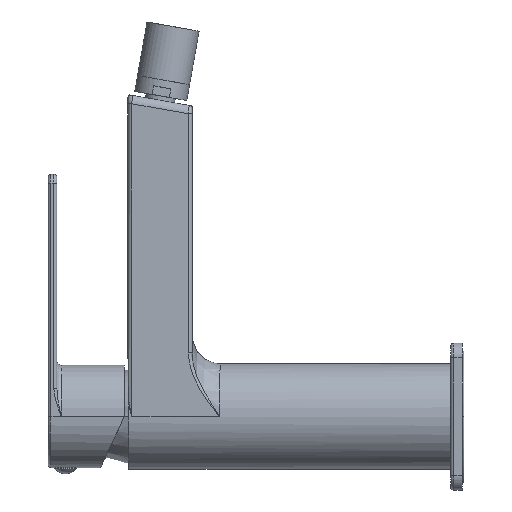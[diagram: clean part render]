
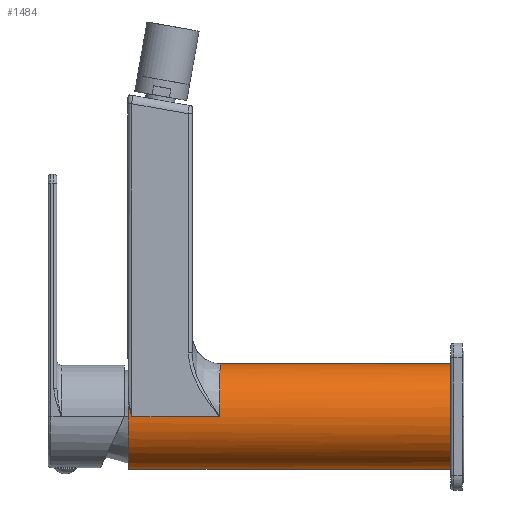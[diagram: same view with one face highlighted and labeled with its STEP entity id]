
A CAD part, left-side view. The second image highlights one B-rep face of the part: STEP entity #1484.
In plain terms, the highlighted cylindrical face has radius 18 mm (diameter 36 mm), a partial arc.
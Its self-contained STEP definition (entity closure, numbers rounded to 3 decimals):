
#195=CARTESIAN_POINT('',(-17.649,111.2,3.538));
#220=CARTESIAN_POINT('',(0.,111.2,0.));
#221=DIRECTION('',(0.,-1.,0.));
#222=DIRECTION('',(-0.98,0.,0.197));
#223=AXIS2_PLACEMENT_3D('',#220,#221,#222);
#225=CARTESIAN_POINT('',(-17.649,111.2,3.538));
#226=CARTESIAN_POINT('',(-17.715,111.112,3.206));
#227=CARTESIAN_POINT('',(-17.833,110.925,2.524));
#228=CARTESIAN_POINT('',(-17.952,110.604,1.453));
#229=CARTESIAN_POINT('',(-17.99,110.375,0.707));
#230=CARTESIAN_POINT('',(-17.997,110.255,0.326));
#232=CARTESIAN_POINT('',(-17.997,110.255,0.326));
#233=CARTESIAN_POINT('',(-17.997,110.25,0.31));
#234=CARTESIAN_POINT('',(-17.998,110.245,0.293));
#235=CARTESIAN_POINT('',(-17.998,110.239,0.277));
#237=CARTESIAN_POINT('',(-17.998,110.239,0.277));
#238=CARTESIAN_POINT('',(-17.998,110.237,0.27));
#239=CARTESIAN_POINT('',(-17.999,110.209,0.178));
#240=CARTESIAN_POINT('',(-18.,110.18,0.085));
#241=CARTESIAN_POINT('',(-18.,110.153,
0.));
#243=DIRECTION('',(0.,-1.,0.));
#244=VECTOR('',#243,29.914);
#245=CARTESIAN_POINT('',(-18.,110.153,
0.));
#246=LINE('',#245,#244);
#247=CARTESIAN_POINT('',(-18.,80.24,0.));
#248=CARTESIAN_POINT('',(-18.,80.24,1.171));
#249=CARTESIAN_POINT('',(-17.769,80.237,3.527));
#250=CARTESIAN_POINT('',(-16.741,80.223,6.923));
#251=CARTESIAN_POINT('',(-15.066,80.201,10.06));
#252=CARTESIAN_POINT('',(-12.811,80.17,12.809));
#253=CARTESIAN_POINT('',(-10.061,80.134,15.065));
#254=CARTESIAN_POINT('',(-6.927,80.092,16.74));
#255=CARTESIAN_POINT('',(-4.081,80.054,17.6));
#256=CARTESIAN_POINT('',(-2.052,80.027,17.9));
#257=CARTESIAN_POINT('',(-0.865,80.011,17.986));
#258=CARTESIAN_POINT('',(-0.289,80.003,18.));
#259=CARTESIAN_POINT('',(0.,80.,18.));
#261=DIRECTION('',(0.,-1.,0.));
#262=VECTOR('',#261,78.5);
#263=CARTESIAN_POINT('',(0.,80.,18.));
#264=LINE('',#263,#262);
#265=CARTESIAN_POINT('',(0.,1.5,0.));
#266=DIRECTION('',(0.,-1.,0.));
#267=DIRECTION('',(0.,0.,1.));
#268=AXIS2_PLACEMENT_3D('',#265,#266,#267);
#270=DIRECTION('',(0.,1.,0.));
#271=VECTOR('',#270,109.7);
#272=CARTESIAN_POINT('',(0.,1.5,-18.));
#273=LINE('',#272,#271);
#296=CARTESIAN_POINT('',(0.,80.,18.));
#656=VERTEX_POINT('',#232);
#657=VERTEX_POINT('',#235);
#658=VERTEX_POINT('',#241);
#663=CARTESIAN_POINT('',(-18.,80.24,0.));
#664=VERTEX_POINT('',#663);
#684=VERTEX_POINT('',#296);
#691=CARTESIAN_POINT('',(0.,1.5,18.));
#692=CARTESIAN_POINT('',(0.,1.5,-18.));
#693=VERTEX_POINT('',#691);
#694=VERTEX_POINT('',#692);
#696=VERTEX_POINT('',#195);
#707=CARTESIAN_POINT('',(0.,111.2,-18.));
#708=VERTEX_POINT('',#707);
#1465=CARTESIAN_POINT('',(0.,0.659,0.));
#1466=DIRECTION('',(0.,-1.,0.));
#1467=DIRECTION('',(0.,0.,1.));
#1468=AXIS2_PLACEMENT_3D('',#1465,#1466,#1467);
#1469=CYLINDRICAL_SURFACE('',#1468,18.);
#1470=ORIENTED_EDGE('',*,*,#1276,.F.);
#1471=ORIENTED_EDGE('',*,*,#1381,.T.);
#1472=ORIENTED_EDGE('',*,*,#1379,.T.);
#1473=ORIENTED_EDGE('',*,*,#1377,.T.);
#1474=ORIENTED_EDGE('',*,*,#1217,.T.);
#1475=ORIENTED_EDGE('',*,*,#1055,.T.);
#1477=ORIENTED_EDGE('',*,*,#1476,.T.);
#1479=ORIENTED_EDGE('',*,*,#1478,.T.);
#1481=ORIENTED_EDGE('',*,*,#1480,.T.);
#1482=EDGE_LOOP('',(#1470,#1471,#1472,#1473,#1474,#1475,#1477,#1479,#1481));
#1483=FACE_OUTER_BOUND('',#1482,.F.);
#1484=ADVANCED_FACE('',(#1483),#1469,.T.);
#224=CIRCLE('',#223,18.);
#231=B_SPLINE_CURVE_WITH_KNOTS('',3,(#225,#226,#227,#228,#229,#230),
.UNSPECIFIED.,.F.,.F.,(4,1,1,4),(0.,0.333,0.667,1.),
.UNSPECIFIED.);
#236=B_SPLINE_CURVE_WITH_KNOTS('',3,(#232,#233,#234,#235),.UNSPECIFIED.,.F.,.F.,
(4,4),(0.,1.),.UNSPECIFIED.);
#242=B_SPLINE_CURVE_WITH_KNOTS('',3,(#237,#238,#239,#240,#241),.UNSPECIFIED.,
.F.,.F.,(4,1,4),(0.,0.073,1.),.UNSPECIFIED.);
#260=B_SPLINE_CURVE_WITH_KNOTS('',3,(#247,#248,#249,#250,#251,#252,#253,#254,
#255,#256,#257,#258,#259),.UNSPECIFIED.,.F.,.F.,(4,1,1,1,1,1,1,1,1,1,4),(0.,
0.124,0.25,0.375,0.5,
0.625,0.75,0.875,0.938,
0.969,1.),.UNSPECIFIED.);
#269=CIRCLE('',#268,18.);
#1055=EDGE_CURVE('',#664,#684,#260,.T.);
#1217=EDGE_CURVE('',#658,#664,#246,.T.);
#1276=EDGE_CURVE('',#696,#708,#224,.T.);
#1377=EDGE_CURVE('',#657,#658,#242,.T.);
#1379=EDGE_CURVE('',#656,#657,#236,.T.);
#1381=EDGE_CURVE('',#696,#656,#231,.T.);
#1476=EDGE_CURVE('',#684,#693,#264,.T.);
#1478=EDGE_CURVE('',#693,#694,#269,.T.);
#1480=EDGE_CURVE('',#694,#708,#273,.T.);
